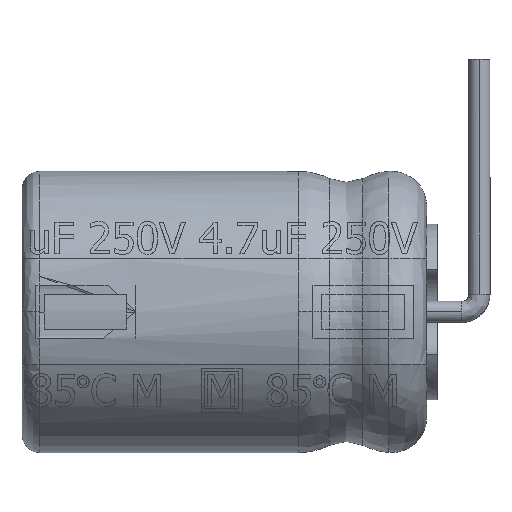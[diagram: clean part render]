
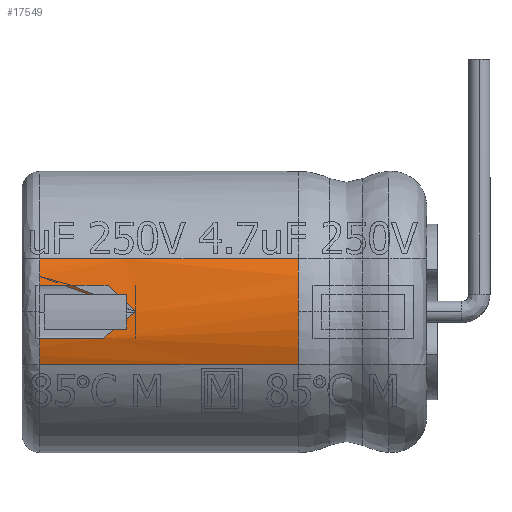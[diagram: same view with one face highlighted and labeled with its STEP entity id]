
A CAD part, top view. The second image highlights one B-rep face of the part: STEP entity #17549.
In plain terms, the highlighted cylindrical face has radius 4.001 mm (diameter 8.002 mm), a partial arc.
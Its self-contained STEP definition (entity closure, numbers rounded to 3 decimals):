
#335 = CIRCLE ( 'NONE', #18241, 4.001 ) ;
#1454 = EDGE_CURVE ( 'NONE', #23066, #11345, #26961, .T. ) ;
#1486 = AXIS2_PLACEMENT_3D ( 'NONE', #7052, #18386, #22751 ) ;
#3303 = CARTESIAN_POINT ( 'NONE',  ( 7.854, 0., 0. ) ) ;
#3365 = DIRECTION ( 'NONE',  ( 1., 0., 0. ) ) ;
#3724 = VERTEX_POINT ( 'NONE', #8965 ) ;
#4789 = ORIENTED_EDGE ( 'NONE', *, *, #10363, .T. ) ;
#4830 = FACE_OUTER_BOUND ( 'NONE', #7346, .T. ) ;
#5141 = CARTESIAN_POINT ( 'NONE',  ( 7.854, 0., 4.001 ) ) ;
#6494 = VECTOR ( 'NONE', #26720, 1000. ) ;
#7052 = CARTESIAN_POINT ( 'NONE',  ( 0.5, 0., 0. ) ) ;
#7346 = EDGE_LOOP ( 'NONE', ( #10327, #9248, #13339, #24246, #4789, #24766, #10397, #11634 ) ) ;
#7380 = DIRECTION ( 'NONE',  ( 0., 0., 1. ) ) ;
#8067 = CARTESIAN_POINT ( 'NONE',  ( 0.5, -1.5, 3.709 ) ) ;
#8965 = CARTESIAN_POINT ( 'NONE',  ( 7.854, 1.5, 3.708 ) ) ;
#9056 = CARTESIAN_POINT ( 'NONE',  ( 7.854, -1.5, 3.708 ) ) ;
#9248 = ORIENTED_EDGE ( 'NONE', *, *, #23540, .F. ) ;
#9770 = DIRECTION ( 'NONE',  ( 0., 0., -1. ) ) ;
#10135 = AXIS2_PLACEMENT_3D ( 'NONE', #17205, #3365, #12358 ) ;
#10327 = ORIENTED_EDGE ( 'NONE', *, *, #26839, .T. ) ;
#10363 = EDGE_CURVE ( 'NONE', #11345, #3724, #335, .T. ) ;
#10397 = ORIENTED_EDGE ( 'NONE', *, *, #24228, .F. ) ;
#10421 = LINE ( 'NONE', #24004, #24653 ) ;
#10450 = CIRCLE ( 'NONE', #1486, 4.001 ) ;
#11345 = VERTEX_POINT ( 'NONE', #5141 ) ;
#11634 = ORIENTED_EDGE ( 'NONE', *, *, #12536, .T. ) ;
#11648 = CARTESIAN_POINT ( 'NONE',  ( 8.739, -1.5, 3.709 ) ) ;
#12358 = DIRECTION ( 'NONE',  ( 0., 0., -1. ) ) ;
#12536 = EDGE_CURVE ( 'NONE', #13155, #15391, #26843, .T. ) ;
#12741 = DIRECTION ( 'NONE',  ( -1., 0., 0. ) ) ;
#13155 = VERTEX_POINT ( 'NONE', #24597 ) ;
#13339 = ORIENTED_EDGE ( 'NONE', *, *, #13692, .F. ) ;
#13692 = EDGE_CURVE ( 'NONE', #23066, #21838, #26866, .T. ) ;
#14352 = AXIS2_PLACEMENT_3D ( 'NONE', #3303, #16538, #9770 ) ;
#15277 = VERTEX_POINT ( 'NONE', #23806 ) ;
#15371 = EDGE_CURVE ( 'NONE', #27180, #3724, #10421, .T. ) ;
#15391 = VERTEX_POINT ( 'NONE', #19504 ) ;
#15485 = DIRECTION ( 'NONE',  ( 0., 0., -1. ) ) ;
#15584 = DIRECTION ( 'NONE',  ( 1., 0., 0. ) ) ;
#16073 = CARTESIAN_POINT ( 'NONE',  ( 7.854, 0., 0. ) ) ;
#16538 = DIRECTION ( 'NONE',  ( -1., 0., 0. ) ) ;
#16885 = VECTOR ( 'NONE', #12741, 1000. ) ;
#17205 = CARTESIAN_POINT ( 'NONE',  ( 0., 0., 0. ) ) ;
#17549 = ADVANCED_FACE ( 'NONE', ( #4830 ), #20551, .T. ) ;
#18241 = AXIS2_PLACEMENT_3D ( 'NONE', #16073, #27030, #15485 ) ;
#18386 = DIRECTION ( 'NONE',  ( -1., 0., 0. ) ) ;
#19163 = VECTOR ( 'NONE', #15584, 1000. ) ;
#19405 = CARTESIAN_POINT ( 'NONE',  ( 0.5, 1.5, 3.709 ) ) ;
#19504 = CARTESIAN_POINT ( 'NONE',  ( 3.23, 0., 3.929 ) ) ;
#20551 = CYLINDRICAL_SURFACE ( 'NONE', #10135, 4.001 ) ;
#21238 = AXIS2_PLACEMENT_3D ( 'NONE', #24952, #25519, #7380 ) ;
#21838 = VERTEX_POINT ( 'NONE', #8067 ) ;
#22179 = CIRCLE ( 'NONE', #21238, 4.001 ) ;
#22751 = DIRECTION ( 'NONE',  ( 0., 0., 1. ) ) ;
#23066 = VERTEX_POINT ( 'NONE', #9056 ) ;
#23540 = EDGE_CURVE ( 'NONE', #21838, #15277, #10450, .T. ) ;
#23806 = CARTESIAN_POINT ( 'NONE',  ( 0.5, -0.75, 3.93 ) ) ;
#24004 = CARTESIAN_POINT ( 'NONE',  ( 7.854, 1.5, 3.709 ) ) ;
#24228 = EDGE_CURVE ( 'NONE', #13155, #27180, #22179, .T. ) ;
#24246 = ORIENTED_EDGE ( 'NONE', *, *, #1454, .T. ) ;
#24597 = CARTESIAN_POINT ( 'NONE',  ( 0.5, 0.75, 3.93 ) ) ;
#24653 = VECTOR ( 'NONE', #26184, 1000. ) ;
#24766 = ORIENTED_EDGE ( 'NONE', *, *, #15371, .F. ) ;
#24952 = CARTESIAN_POINT ( 'NONE',  ( 0.5, 0., 0. ) ) ;
#25519 = DIRECTION ( 'NONE',  ( -1., 0., 0. ) ) ;
#25891 = CARTESIAN_POINT ( 'NONE',  ( 0., -0.75, 3.93 ) ) ;
#26184 = DIRECTION ( 'NONE',  ( 1., 0., 0. ) ) ;
#26720 = DIRECTION ( 'NONE',  ( -1., 0., 0. ) ) ;
#26839 = EDGE_CURVE ( 'NONE', #15391, #15277, #28081, .T. ) ;
#26843 = LINE ( 'NONE', #28902, #19163 ) ;
#26866 = LINE ( 'NONE', #11648, #6494 ) ;
#26961 = CIRCLE ( 'NONE', #14352, 4.001 ) ;
#27030 = DIRECTION ( 'NONE',  ( -1., 0., 0. ) ) ;
#27180 = VERTEX_POINT ( 'NONE', #19405 ) ;
#28081 = LINE ( 'NONE', #25891, #16885 ) ;
#28902 = CARTESIAN_POINT ( 'NONE',  ( 0., 0.75, 3.93 ) ) ;
